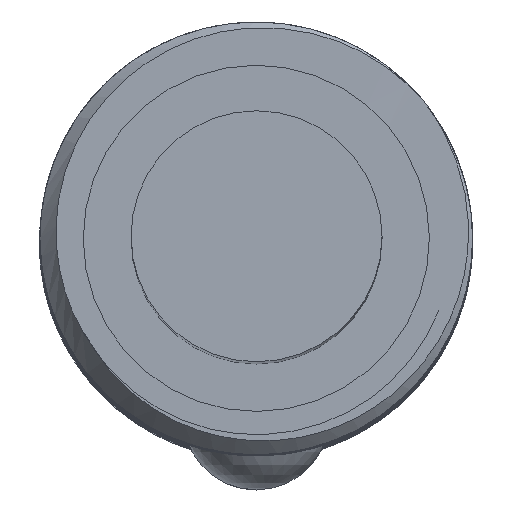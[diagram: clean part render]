
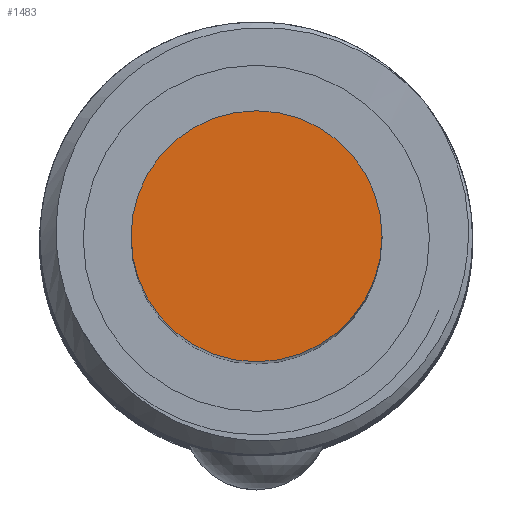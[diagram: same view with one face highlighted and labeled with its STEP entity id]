
A CAD part, top view. The second image highlights one B-rep face of the part: STEP entity #1483.
In plain terms, the highlighted planar face has unit normal (0, 0, 1).
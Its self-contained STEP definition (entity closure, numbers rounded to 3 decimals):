
#30=PLANE('',#1593);
#44=CIRCLE('',#1592,1.45);
#115=FACE_OUTER_BOUND('',#199,.T.);
#199=EDGE_LOOP('',(#1116));
#622=VERTEX_POINT('',#5933);
#830=EDGE_CURVE('',#622,#622,#44,.T.);
#1116=ORIENTED_EDGE('',*,*,#830,.T.);
#1483=ADVANCED_FACE('',(#115),#30,.T.);
#1592=AXIS2_PLACEMENT_3D('',#5935,#1804,#1805);
#1593=AXIS2_PLACEMENT_3D('',#5936,#1806,#1807);
#1804=DIRECTION('center_axis',(0.,0.,1.));
#1805=DIRECTION('ref_axis',(1.,0.,0.));
#1806=DIRECTION('center_axis',(0.,0.,1.));
#1807=DIRECTION('ref_axis',(1.,0.,0.));
#5933=CARTESIAN_POINT('',(0.162,-0.153,57.796));
#5935=CARTESIAN_POINT('Origin',(-1.288,-0.153,57.796));
#5936=CARTESIAN_POINT('Origin',(-1.288,-0.153,57.796));
